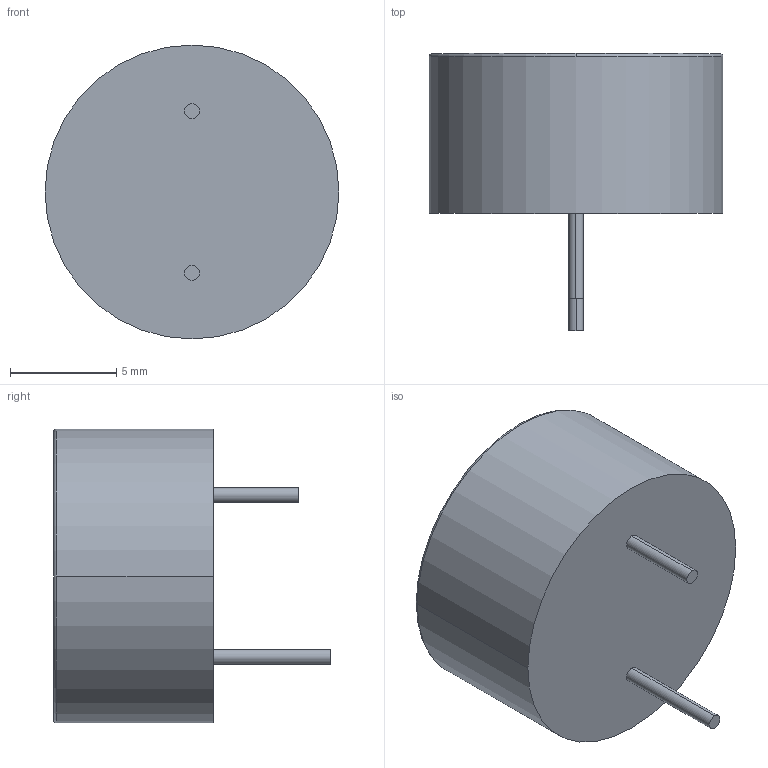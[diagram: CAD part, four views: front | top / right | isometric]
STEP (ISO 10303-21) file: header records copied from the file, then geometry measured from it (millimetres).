
FILE_DESCRIPTION (( 'STEP AP214' ), '1' );
FILE_NAME ('CUI_DEVICES_CPI-1375IC-80T.step', '2019-12-09T15:08:17', ( '' ), ( '' ), 'SwSTEP 2.0', 'SolidWorks 2019', '' );
FILE_SCHEMA (( 'AUTOMOTIVE_DESIGN' ));
Length unit declared in the file: inch
Products named in the file (1): CUI_DEVICES_CPI-1375IC-80T
Bounding box: 13.8 x 13 x 13.8 mm (x, y, z)
Volume: 1114.4 mm3; surface area: 662.7 mm2
Topology: 1 solids, 1 shells, 31 faces, 72 edges, 48 vertices
Faces by surface type: plane 19, cylinder 10, torus 2
Entity records: 1023 total; most frequent: DIRECTION 162, CARTESIAN_POINT 152, ORIENTED_EDGE 144, EDGE_CURVE 72, AXIS2_PLACEMENT_3D 58, VERTEX_POINT 48, VECTOR 46, LINE 46
